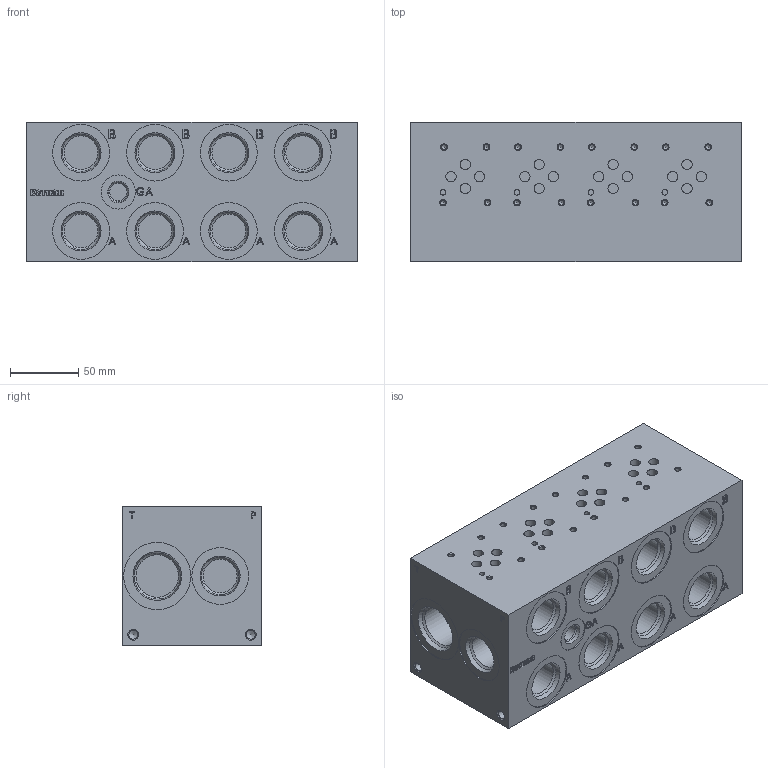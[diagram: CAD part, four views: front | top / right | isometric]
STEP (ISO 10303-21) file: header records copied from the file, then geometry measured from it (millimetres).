
FILE_DESCRIPTION( ( 'STEP AP214' ), ' ' );
FILE_NAME( 'AD03HP042S.stp', '2018-07-08T17:36:06', ( '' ), ( '' ), ' ', 'PARTsolutions', ' ' );
FILE_SCHEMA( ( 'AUTOMOTIVE_DESIGN { 1 0 10303 214 1 1 1 1 }' ) );
Length unit declared in the file: inch
Products named in the file (1): _AD03HP042S
Bounding box: 241.3 x 101.6 x 101.6 mm (x, y, z)
Volume: 2311968 mm3; surface area: 149464.4 mm2
Topology: 1 solids, 1 shells, 486 faces, 1139 edges, 738 vertices
Faces by surface type: plane 291, cylinder 129, cone 66
Full cylindrical faces by diameter (mm): 3.68 x16, 4.013 x4, 6.411 x4, 7.493 x16, 12.761 x1, 24.696 x10, 25.019 x1, 31.046 x2, 41.453 x10, 48.971 x2
Entity records: 16941 total; most frequent: DIRECTION 2263, CARTESIAN_POINT 2208, ORIENTED_EDGE 1970, EDGE_CURVE 985, AXIS2_PLACEMENT_3D 791, VERTEX_POINT 736, EDGE_LOOP 701, LINE 681
